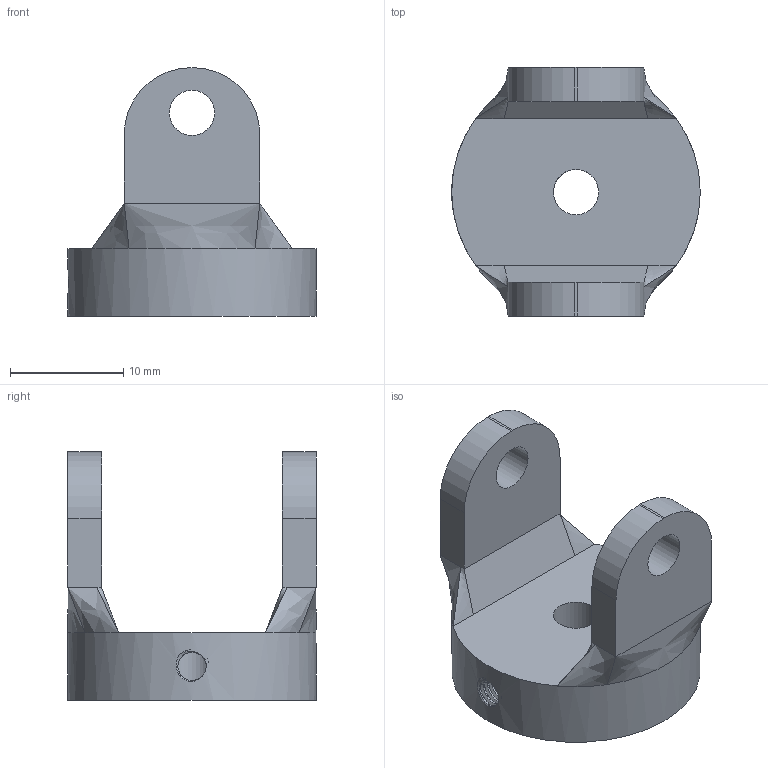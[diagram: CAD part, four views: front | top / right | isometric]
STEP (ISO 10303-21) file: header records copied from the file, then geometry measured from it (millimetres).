
FILE_DESCRIPTION(('FreeCAD Model'),'2;1');
FILE_NAME('Open CASCADE Shape Model','2022-04-01T20:11:08',(''),(''), 'Open CASCADE STEP processor 7.6','FreeCAD','Unknown');
FILE_SCHEMA(('AUTOMOTIVE_DESIGN { 1 0 10303 214 1 1 1 1 }'));
Length unit declared in the file: millimetre
Products named in the file (1): Fitting
Bounding box: 22 x 22 x 22 mm (x, y, z)
Volume: 3219.5 mm3; surface area: 2232.7 mm2
Topology: 1 solids, 1 shells, 121 faces, 307 edges, 188 vertices
Faces by surface type: bspline 76, cylinder 31, plane 14
Full cylindrical faces by diameter (mm): 2.5 x18, 4 x3, 22 x1
Entity records: 19926 total; most frequent: CARTESIAN_POINT 15377, B_SPLINE_CURVE_WITH_KNOTS 764, ORIENTED_EDGE 614, PCURVE 614, DEFINITIONAL_REPRESENTATION 614, EDGE_CURVE 307, SURFACE_CURVE 303, DIRECTION 267
